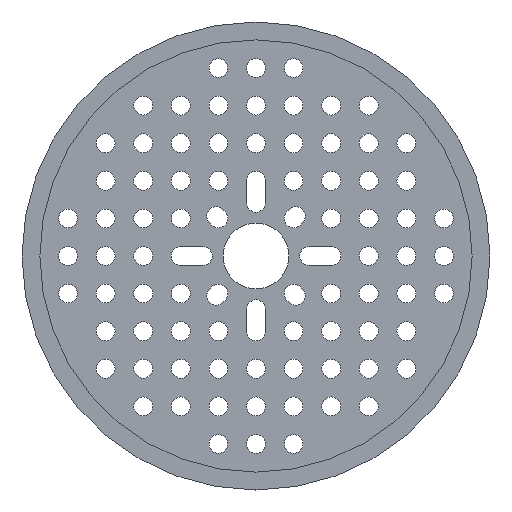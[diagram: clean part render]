
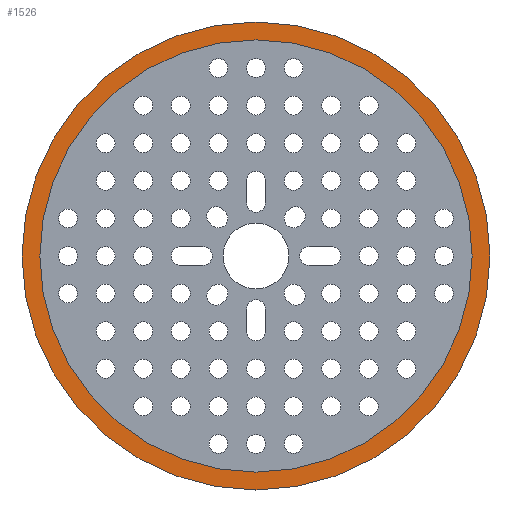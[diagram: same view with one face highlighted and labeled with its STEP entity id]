
A CAD part, left-side view. The second image highlights one B-rep face of the part: STEP entity #1526.
In plain terms, the highlighted planar face has unit normal (-1, 0, 0).
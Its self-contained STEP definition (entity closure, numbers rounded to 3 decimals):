
#73 = AXIS2_PLACEMENT_3D ( 'NONE', #3517, #6425, #4139 ) ;
#132 = PLANE ( 'NONE',  #6670 ) ;
#592 = EDGE_CURVE ( 'NONE', #6015, #975, #7034, .T. ) ;
#791 = CARTESIAN_POINT ( 'NONE',  ( -3., 0., 0. ) ) ;
#975 = VERTEX_POINT ( 'NONE', #1358 ) ;
#1013 = DIRECTION ( 'NONE',  ( -1., 0., 0. ) ) ;
#1016 = DIRECTION ( 'NONE',  ( -1., 0., 0. ) ) ;
#1023 = EDGE_CURVE ( 'NONE', #2059, #1342, #6204, .T. ) ;
#1274 = CIRCLE ( 'NONE', #73, 49.801 ) ;
#1277 = DIRECTION ( 'NONE',  ( 0., 0., -1. ) ) ;
#1342 = VERTEX_POINT ( 'NONE', #7420 ) ;
#1358 = CARTESIAN_POINT ( 'NONE',  ( -3., 0., 49.801 ) ) ;
#1436 = FACE_BOUND ( 'NONE', #3115, .T. ) ;
#1526 = ADVANCED_FACE ( 'NONE', ( #1436, #6830 ), #132, .F. ) ;
#1536 = DIRECTION ( 'NONE',  ( 0., 0., 1. ) ) ;
#1888 = DIRECTION ( 'NONE',  ( 0., 0., 1. ) ) ;
#2059 = VERTEX_POINT ( 'NONE', #4695 ) ;
#2170 = DIRECTION ( 'NONE',  ( 0., 0., 1. ) ) ;
#2392 = DIRECTION ( 'NONE',  ( 1., 0., 0. ) ) ;
#2680 = ORIENTED_EDGE ( 'NONE', *, *, #1023, .F. ) ;
#3090 = CARTESIAN_POINT ( 'NONE',  ( -3., 0., -49.801 ) ) ;
#3115 = EDGE_LOOP ( 'NONE', ( #2680, #5373 ) ) ;
#3422 = EDGE_CURVE ( 'NONE', #975, #6015, #1274, .T. ) ;
#3517 = CARTESIAN_POINT ( 'NONE',  ( -3., 0., 0. ) ) ;
#3932 = EDGE_LOOP ( 'NONE', ( #6225, #5162 ) ) ;
#4116 = CIRCLE ( 'NONE', #5798, 46. ) ;
#4139 = DIRECTION ( 'NONE',  ( 0., 0., 1. ) ) ;
#4695 = CARTESIAN_POINT ( 'NONE',  ( -3., 0., 46. ) ) ;
#4791 = AXIS2_PLACEMENT_3D ( 'NONE', #791, #5367, #1888 ) ;
#4971 = CARTESIAN_POINT ( 'NONE',  ( -3., 0., 0. ) ) ;
#5162 = ORIENTED_EDGE ( 'NONE', *, *, #592, .T. ) ;
#5367 = DIRECTION ( 'NONE',  ( -1., 0., 0. ) ) ;
#5373 = ORIENTED_EDGE ( 'NONE', *, *, #6941, .F. ) ;
#5798 = AXIS2_PLACEMENT_3D ( 'NONE', #6116, #1013, #2170 ) ;
#6015 = VERTEX_POINT ( 'NONE', #3090 ) ;
#6116 = CARTESIAN_POINT ( 'NONE',  ( -3., 0., 0. ) ) ;
#6204 = CIRCLE ( 'NONE', #4791, 46. ) ;
#6225 = ORIENTED_EDGE ( 'NONE', *, *, #3422, .T. ) ;
#6425 = DIRECTION ( 'NONE',  ( -1., 0., 0. ) ) ;
#6431 = AXIS2_PLACEMENT_3D ( 'NONE', #4971, #1016, #1536 ) ;
#6670 = AXIS2_PLACEMENT_3D ( 'NONE', #6956, #2392, #1277 ) ;
#6830 = FACE_OUTER_BOUND ( 'NONE', #3932, .T. ) ;
#6941 = EDGE_CURVE ( 'NONE', #1342, #2059, #4116, .T. ) ;
#6956 = CARTESIAN_POINT ( 'NONE',  ( -3., 0., 0. ) ) ;
#7034 = CIRCLE ( 'NONE', #6431, 49.801 ) ;
#7420 = CARTESIAN_POINT ( 'NONE',  ( -3., 0., -46. ) ) ;
